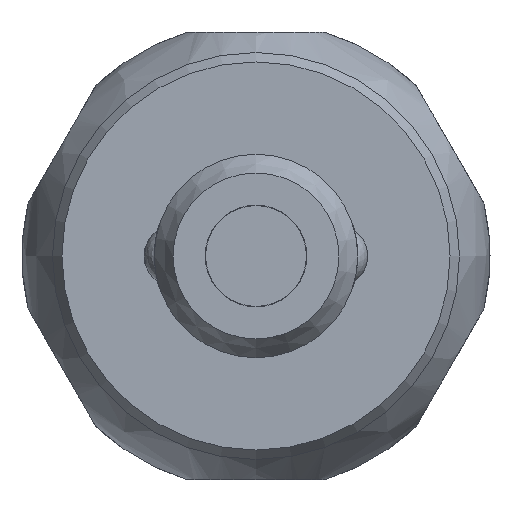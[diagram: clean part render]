
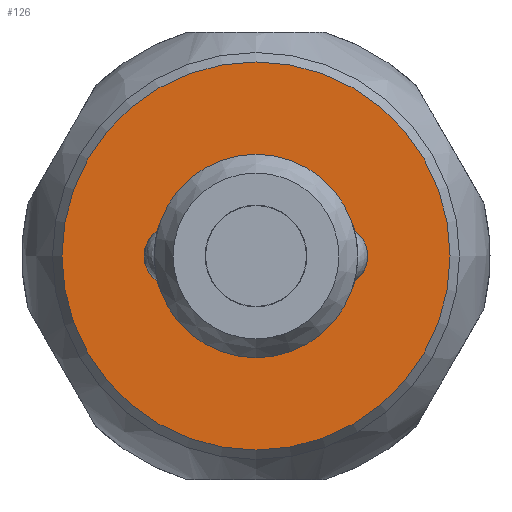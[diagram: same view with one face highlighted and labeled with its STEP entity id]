
A CAD part, front view. The second image highlights one B-rep face of the part: STEP entity #126.
In plain terms, the highlighted planar face has unit normal (0, -1, 0).
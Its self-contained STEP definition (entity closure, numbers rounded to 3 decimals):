
#126 = ADVANCED_FACE( '', ( #291, #292 ), #293, .T. );
#291 = FACE_OUTER_BOUND( '', #490, .T. );
#292 = FACE_BOUND( '', #491, .T. );
#293 = PLANE( '', #492 );
#490 = EDGE_LOOP( '', ( #804 ) );
#491 = EDGE_LOOP( '', ( #805 ) );
#492 = AXIS2_PLACEMENT_3D( '', #806, #807, #808 );
#804 = ORIENTED_EDGE( '', *, *, #1031, .T. );
#805 = ORIENTED_EDGE( '', *, *, #984, .F. );
#806 = CARTESIAN_POINT( '', ( 1.25, 0., 0. ) );
#807 = DIRECTION( '', ( 0., -1., 0. ) );
#808 = DIRECTION( '', ( 0., 0., -1. ) );
#984 = EDGE_CURVE( '', #1124, #1124, #1125, .T. );
#1031 = EDGE_CURVE( '', #1200, #1200, #1201, .T. );
#1124 = VERTEX_POINT( '', #1412 );
#1125 = CIRCLE( '', #1413, 2.5 );
#1200 = VERTEX_POINT( '', #1758 );
#1201 = CIRCLE( '', #1759, 4.769 );
#1412 = CARTESIAN_POINT( '', ( 0., 0., -2.5 ) );
#1413 = AXIS2_PLACEMENT_3D( '', #2039, #2040, #2041 );
#1758 = CARTESIAN_POINT( '', ( 0., 0., -4.769 ) );
#1759 = AXIS2_PLACEMENT_3D( '', #2098, #2099, #2100 );
#2039 = CARTESIAN_POINT( '', ( 0., 0., 0. ) );
#2040 = DIRECTION( '', ( 0., -1., 0. ) );
#2041 = DIRECTION( '', ( 0., 0., -1. ) );
#2098 = CARTESIAN_POINT( '', ( 0., 0., 0. ) );
#2099 = DIRECTION( '', ( 0., -1., 0. ) );
#2100 = DIRECTION( '', ( 0., 0., -1. ) );
